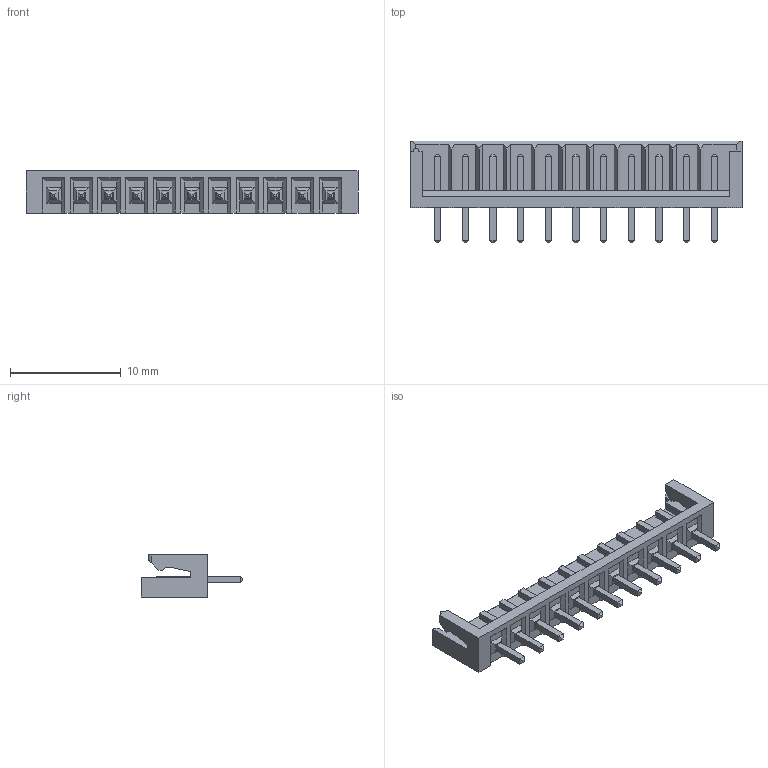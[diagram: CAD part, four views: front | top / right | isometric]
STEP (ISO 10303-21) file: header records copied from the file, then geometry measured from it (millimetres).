
FILE_DESCRIPTION (( 'STEP AP214' ), '1' );
FILE_NAME ('JST-B11B-EH-A.STEP', '2020-12-30T02:26:35', ( '' ), ( '' ), 'SwSTEP 2.0', 'SolidWorks 2020', '' );
FILE_SCHEMA (( 'AUTOMOTIVE_DESIGN' ));
Length unit declared in the file: millimetre
Products named in the file (1): JST-B11B-EH-A
Bounding box: 30 x 9.2 x 3.8 mm (x, y, z)
Volume: 254.2 mm3; surface area: 847.8 mm2
Topology: 1 solids, 1 shells, 377 faces, 925 edges, 572 vertices
Faces by surface type: plane 376, cylinder 1
Entity records: 14869 total; most frequent: CARTESIAN_POINT 1878, ORIENTED_EDGE 1850, DIRECTION 1681, EDGE_CURVE 925, LINE 923, VECTOR 923, VERTEX_POINT 572, EDGE_LOOP 399
